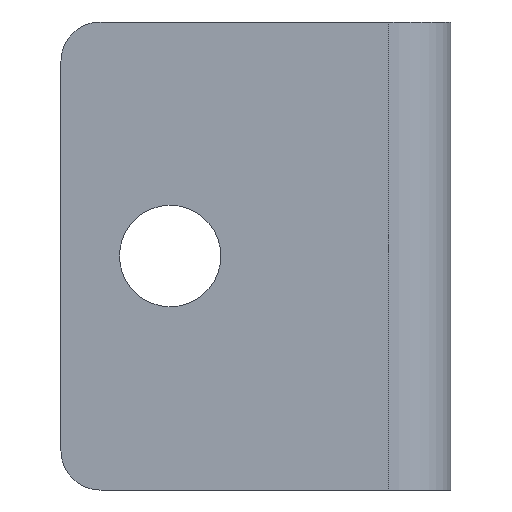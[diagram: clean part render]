
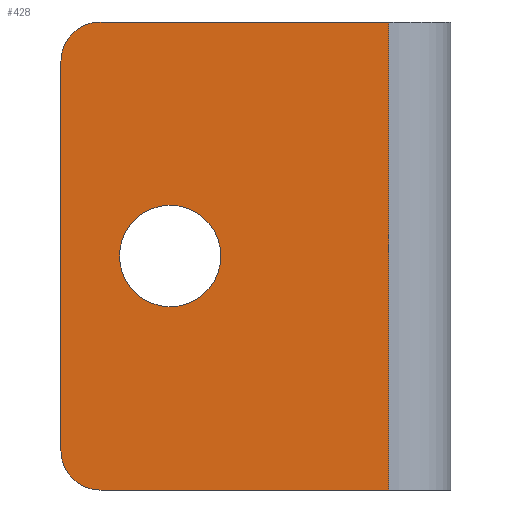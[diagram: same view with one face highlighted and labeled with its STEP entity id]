
A CAD part, left-side view. The second image highlights one B-rep face of the part: STEP entity #428.
In plain terms, the highlighted planar face has unit normal (-1, 0, 0).
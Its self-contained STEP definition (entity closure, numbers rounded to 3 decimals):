
#13 = VERTEX_POINT ( 'NONE', #687 ) ;
#16 = CARTESIAN_POINT ( 'NONE',  ( 0., 8., 0. ) ) ;
#19 = AXIS2_PLACEMENT_3D ( 'NONE', #637, #139, #244 ) ;
#21 = FACE_BOUND ( 'NONE', #429, .T. ) ;
#53 = AXIS2_PLACEMENT_3D ( 'NONE', #435, #332, #109 ) ;
#62 = CARTESIAN_POINT ( 'NONE',  ( 0., 45., -60. ) ) ;
#68 = DIRECTION ( 'NONE',  ( -1., 0., 0. ) ) ;
#78 = ORIENTED_EDGE ( 'NONE', *, *, #340, .F. ) ;
#97 = EDGE_LOOP ( 'NONE', ( #619, #703, #661, #297, #418, #232 ) ) ;
#109 = DIRECTION ( 'NONE',  ( 0., 0., 1. ) ) ;
#139 = DIRECTION ( 'NONE',  ( -1., 0., 0. ) ) ;
#140 = LINE ( 'NONE', #199, #709 ) ;
#147 = EDGE_CURVE ( 'NONE', #440, #546, #653, .T. ) ;
#195 = CIRCLE ( 'NONE', #438, 6.5 ) ;
#199 = CARTESIAN_POINT ( 'NONE',  ( 0., 8., -60. ) ) ;
#210 = CIRCLE ( 'NONE', #19, 5. ) ;
#217 = EDGE_CURVE ( 'NONE', #443, #440, #229, .T. ) ;
#218 = CIRCLE ( 'NONE', #242, 6.5 ) ;
#226 = DIRECTION ( 'NONE',  ( -1., 0., 0. ) ) ;
#227 = CARTESIAN_POINT ( 'NONE',  ( 0., 36., -30. ) ) ;
#229 = CIRCLE ( 'NONE', #53, 5. ) ;
#232 = ORIENTED_EDGE ( 'NONE', *, *, #551, .T. ) ;
#242 = AXIS2_PLACEMENT_3D ( 'NONE', #626, #226, #397 ) ;
#244 = DIRECTION ( 'NONE',  ( 0., 0., 1. ) ) ;
#252 = EDGE_CURVE ( 'NONE', #361, #610, #564, .T. ) ;
#279 = DIRECTION ( 'NONE',  ( -1., 0., 0. ) ) ;
#281 = CARTESIAN_POINT ( 'NONE',  ( 0., 36., -36.5 ) ) ;
#286 = CARTESIAN_POINT ( 'NONE',  ( 0., 45., 0. ) ) ;
#289 = FACE_OUTER_BOUND ( 'NONE', #97, .T. ) ;
#297 = ORIENTED_EDGE ( 'NONE', *, *, #582, .T. ) ;
#328 = DIRECTION ( 'NONE',  ( 0., -1., 0. ) ) ;
#332 = DIRECTION ( 'NONE',  ( -1., 0., 0. ) ) ;
#338 = DIRECTION ( 'NONE',  ( 0., 0., 1. ) ) ;
#340 = EDGE_CURVE ( 'NONE', #663, #393, #218, .T. ) ;
#361 = VERTEX_POINT ( 'NONE', #286 ) ;
#369 = DIRECTION ( 'NONE',  ( 0., -1., 0. ) ) ;
#380 = EDGE_CURVE ( 'NONE', #393, #663, #195, .T. ) ;
#383 = VECTOR ( 'NONE', #338, 1000. ) ;
#385 = VECTOR ( 'NONE', #328, 1000. ) ;
#388 = CARTESIAN_POINT ( 'NONE',  ( 0., 0., -60. ) ) ;
#392 = PLANE ( 'NONE',  #700 ) ;
#393 = VERTEX_POINT ( 'NONE', #281 ) ;
#397 = DIRECTION ( 'NONE',  ( 0., 0., 1. ) ) ;
#418 = ORIENTED_EDGE ( 'NONE', *, *, #252, .F. ) ;
#428 = ADVANCED_FACE ( 'NONE', ( #21, #289 ), #392, .T. ) ;
#429 = EDGE_LOOP ( 'NONE', ( #78, #486 ) ) ;
#435 = CARTESIAN_POINT ( 'NONE',  ( 0., 45., -55. ) ) ;
#438 = AXIS2_PLACEMENT_3D ( 'NONE', #227, #279, #506 ) ;
#440 = VERTEX_POINT ( 'NONE', #62 ) ;
#443 = VERTEX_POINT ( 'NONE', #682 ) ;
#454 = EDGE_CURVE ( 'NONE', #443, #13, #599, .T. ) ;
#472 = CARTESIAN_POINT ( 'NONE',  ( 0., 36., -23.5 ) ) ;
#486 = ORIENTED_EDGE ( 'NONE', *, *, #380, .F. ) ;
#490 = VECTOR ( 'NONE', #369, 1000. ) ;
#506 = DIRECTION ( 'NONE',  ( 0., 0., 1. ) ) ;
#521 = CARTESIAN_POINT ( 'NONE',  ( 0., 8., -60. ) ) ;
#539 = CARTESIAN_POINT ( 'NONE',  ( 0., 0., -60. ) ) ;
#546 = VERTEX_POINT ( 'NONE', #521 ) ;
#551 = EDGE_CURVE ( 'NONE', #361, #13, #210, .T. ) ;
#564 = LINE ( 'NONE', #607, #385 ) ;
#570 = CARTESIAN_POINT ( 'NONE',  ( 0., 50., -60. ) ) ;
#582 = EDGE_CURVE ( 'NONE', #546, #610, #140, .T. ) ;
#599 = LINE ( 'NONE', #570, #383 ) ;
#607 = CARTESIAN_POINT ( 'NONE',  ( 0., 0., 0. ) ) ;
#610 = VERTEX_POINT ( 'NONE', #16 ) ;
#619 = ORIENTED_EDGE ( 'NONE', *, *, #454, .F. ) ;
#626 = CARTESIAN_POINT ( 'NONE',  ( 0., 36., -30. ) ) ;
#630 = DIRECTION ( 'NONE',  ( 0., 0., 1. ) ) ;
#637 = CARTESIAN_POINT ( 'NONE',  ( 0., 45., -5. ) ) ;
#653 = LINE ( 'NONE', #539, #490 ) ;
#661 = ORIENTED_EDGE ( 'NONE', *, *, #147, .T. ) ;
#663 = VERTEX_POINT ( 'NONE', #472 ) ;
#677 = DIRECTION ( 'NONE',  ( 0., 0., 1. ) ) ;
#682 = CARTESIAN_POINT ( 'NONE',  ( 0., 50., -55. ) ) ;
#687 = CARTESIAN_POINT ( 'NONE',  ( 0., 50., -5. ) ) ;
#700 = AXIS2_PLACEMENT_3D ( 'NONE', #388, #68, #677 ) ;
#703 = ORIENTED_EDGE ( 'NONE', *, *, #217, .T. ) ;
#709 = VECTOR ( 'NONE', #630, 1000. ) ;
